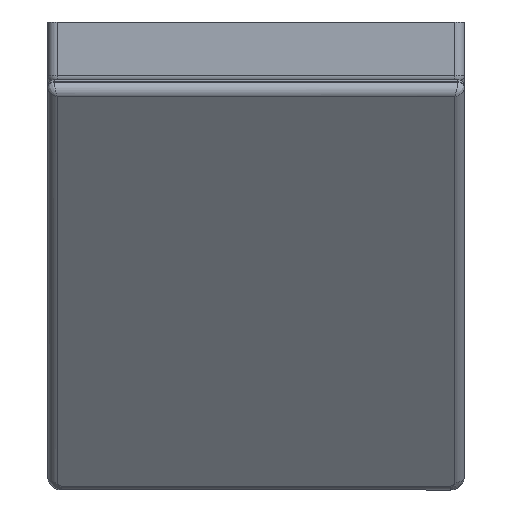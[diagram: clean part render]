
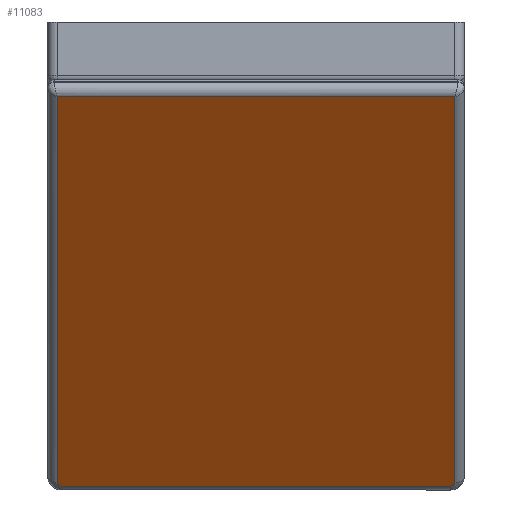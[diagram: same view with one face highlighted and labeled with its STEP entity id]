
A CAD part, top view. The second image highlights one B-rep face of the part: STEP entity #11083.
In plain terms, the highlighted face is planar.
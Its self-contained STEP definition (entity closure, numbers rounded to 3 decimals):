
#10427=CARTESIAN_POINT('',(3.,281.,20.));
#10428=VERTEX_POINT('',#10427);
#10638=CARTESIAN_POINT('',(3.,0.,20.));
#10639=VERTEX_POINT('',#10638);
#10672=CARTESIAN_POINT('',(-337.667,0.,20.));
#10673=VERTEX_POINT('',#10672);
#10674=CARTESIAN_POINT('',(3.,0.,20.));
#10675=DIRECTION('',(-1.0,0.0,0.0));
#10676=VECTOR('',#10675,340.667);
#10677=LINE('',#10674,#10676);
#10678=EDGE_CURVE('',#10639,#10673,#10677,.T.);
#10751=CARTESIAN_POINT('',(-340.667,3.,20.));
#10752=VERTEX_POINT('',#10751);
#10770=CARTESIAN_POINT('',(-337.667,3.,20.));
#10771=DIRECTION('',(0.0,0.0,-1.));
#10772=DIRECTION('',(-0.707,-0.707,0.0));
#10773=AXIS2_PLACEMENT_3D('',#10770,#10771,#10772);
#10774=CIRCLE('',#10773,3.);
#10775=EDGE_CURVE('',#10673,#10752,#10774,.T.);
#10785=CARTESIAN_POINT('',(-340.667,278.,20.));
#10786=VERTEX_POINT('',#10785);
#10803=CARTESIAN_POINT('',(-340.667,3.,20.));
#10804=DIRECTION('',(0.0,1.0,0.0));
#10805=VECTOR('',#10804,275.0);
#10806=LINE('',#10803,#10805);
#10807=EDGE_CURVE('',#10752,#10786,#10806,.T.);
#10865=CARTESIAN_POINT('',(-337.667,281.0,20.));
#10866=VERTEX_POINT('',#10865);
#10884=CARTESIAN_POINT('',(-337.667,278.,20.));
#10885=DIRECTION('',(0.0,0.0,-1.));
#10886=DIRECTION('',(-0.707,0.707,0.0));
#10887=AXIS2_PLACEMENT_3D('',#10884,#10885,#10886);
#10888=CIRCLE('',#10887,3.);
#10889=EDGE_CURVE('',#10786,#10866,#10888,.T.);
#10907=CARTESIAN_POINT('',(-337.667,281.0,20.));
#10908=DIRECTION('',(1.0,0.0,0.0));
#10909=VECTOR('',#10908,340.667);
#10910=LINE('',#10907,#10909);
#10911=EDGE_CURVE('',#10866,#10428,#10910,.T.);
#10922=CARTESIAN_POINT('',(3.,281.,20.));
#10923=DIRECTION('',(0.0,-1.0,0.0));
#10924=VECTOR('',#10923,281.);
#10925=LINE('',#10922,#10924);
#10926=EDGE_CURVE('',#10428,#10639,#10925,.T.);
#11070=CARTESIAN_POINT('',(-172.65,140.5,20.));
#11071=DIRECTION('',(0.0,0.0,1.0));
#11072=DIRECTION('',(1.0,0.0,0.0));
#11073=AXIS2_PLACEMENT_3D('',#11070,#11071,#11072);
#11074=PLANE('',#11073);
#11075=ORIENTED_EDGE('',*,*,#10678,.F.);
#11076=ORIENTED_EDGE('',*,*,#10926,.F.);
#11077=ORIENTED_EDGE('',*,*,#10911,.F.);
#11078=ORIENTED_EDGE('',*,*,#10889,.F.);
#11079=ORIENTED_EDGE('',*,*,#10807,.F.);
#11080=ORIENTED_EDGE('',*,*,#10775,.F.);
#11081=EDGE_LOOP('',(#11075,#11076,#11077,#11078,#11079,#11080));
#11082=FACE_OUTER_BOUND('',#11081,.T.);
#11083=ADVANCED_FACE('',(#11082),#11074,.T.);
